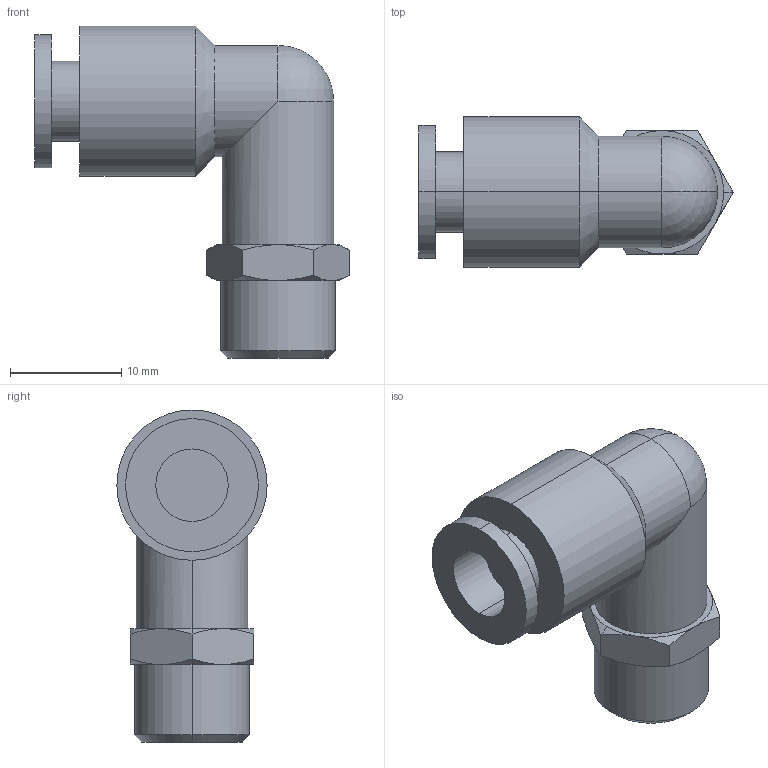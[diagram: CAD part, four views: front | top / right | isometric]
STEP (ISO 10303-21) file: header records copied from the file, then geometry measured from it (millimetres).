
FILE_DESCRIPTION((''),'2;1');
FILE_NAME('smcelbow.stp','2002-01-15T19:18:23',('Administrator'),(''),'Autodesk Inventor (tm) 3.0','Autodesk Inventor (tm) 3.0','');
FILE_SCHEMA(('CONFIG_CONTROL_DESIGN'));
Length unit declared in the file: inch
Products named in the file (4): smcelbow; smcelbow1; smcelbow2; smcelbow3
Assembly tree (3 placements, depth 2):
  smcelbow
    smcelbow1
    smcelbow2
    smcelbow3
Bounding box: 28.33 x 13.54 x 29.91 mm (x, y, z)
Volume: 4065.9 mm3; surface area: 2318.8 mm2
Topology: 3 solids, 3 shells, 55 faces, 113 edges, 65 vertices
Faces by surface type: cone 22, cylinder 16, plane 15, sphere 2
Entity records: 1909 total; most frequent: CARTESIAN_POINT 286, DIRECTION 266, ORIENTED_EDGE 222, AXIS2_PLACEMENT_3D 117, EDGE_CURVE 111, VERTEX_POINT 65, EDGE_LOOP 60, FACE_OUTER_BOUND 55
